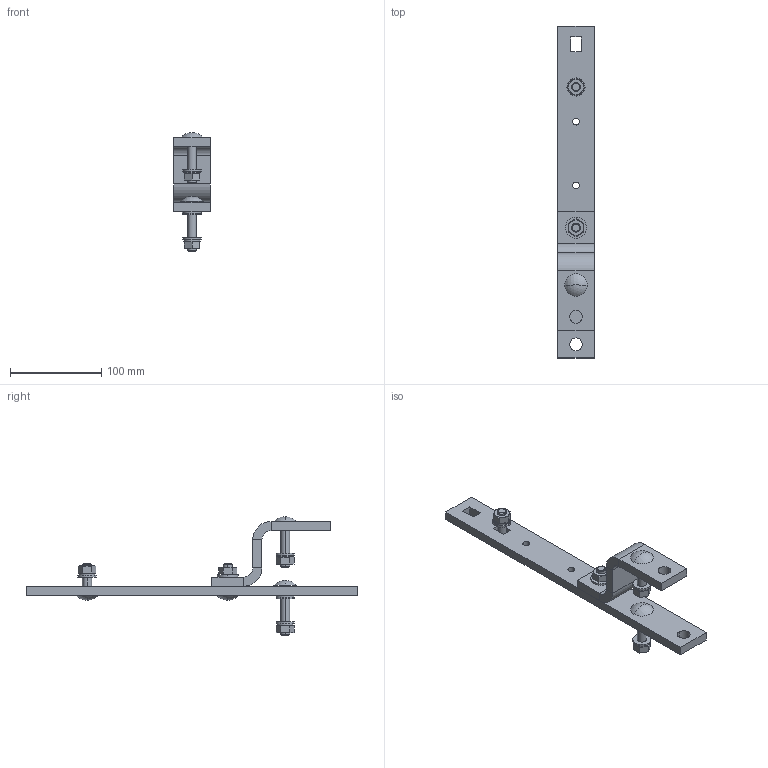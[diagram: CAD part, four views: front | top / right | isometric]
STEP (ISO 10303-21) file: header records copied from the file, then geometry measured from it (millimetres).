
FILE_DESCRIPTION(('STEP AP214'),'1');
FILE_NAME('cctmp_AE4F53F3-A2C8-4283-9F3F-86EAD443ABEC_2024_05_23_13_32_12_0062..stp','2024-05-23T11:32:12',('SIEMENS A&D'),('CADClick - www.CADClick.com'),'Spatial InterOp 3D',' ','unknown authorization');
FILE_SCHEMA(('AUTOMOTIVE_DESIGN'));
Length unit declared in the file: millimetre
Products named in the file (20): cc_unnamed; 2024_05_23_13_32_12_0047; 2024_05_23_13_32_12_0015; 2024_05_23_13_32_11_0977; 2024_05_23_13_32_11_0946; 2024_05_23_13_32_11_0915; 2024_05_23_13_32_11_0846; 2024_05_23_13_32_11_0814; 2024_05_23_13_32_11_0768; 2024_05_23_13_32_11_0737; 2024_05_23_13_32_11_0675; 2024_05_23_13_32_11_0643; 2024_05_23_13_32_11_0612; 2024_05_23_13_32_11_0581; 2024_05_23_13_32_11_0514; 2024_05_23_13_32_11_0471; 2024_05_23_13_32_11_0440; 2024_05_23_13_32_11_0393; 2024_05_23_13_32_11_0331; 2024_05_23_13_32_11_0300
Assembly tree (19 placements, depth 2):
  cc_unnamed
    2024_05_23_13_32_12_0047
    2024_05_23_13_32_12_0015
    2024_05_23_13_32_11_0977
    2024_05_23_13_32_11_0946
    2024_05_23_13_32_11_0915
    2024_05_23_13_32_11_0846
    2024_05_23_13_32_11_0814
    2024_05_23_13_32_11_0768
    2024_05_23_13_32_11_0737
    2024_05_23_13_32_11_0675
    2024_05_23_13_32_11_0643
    2024_05_23_13_32_11_0612
    2024_05_23_13_32_11_0581
    2024_05_23_13_32_11_0514
    2024_05_23_13_32_11_0471
    2024_05_23_13_32_11_0440
    2024_05_23_13_32_11_0393
    2024_05_23_13_32_11_0331
    2024_05_23_13_32_11_0300
Bounding box: 40 x 364.5 x 130.38 mm (x, y, z)
Volume: 233629.2 mm3; surface area: 77467.1 mm2
Topology: 19 solids, 19 shells, 264 faces, 582 edges, 368 vertices
Faces by surface type: plane 136, cylinder 72, cone 48, sphere 8
Entity records: 10047 total; most frequent: CARTESIAN_POINT 1426, DIRECTION 1310, ORIENTED_EDGE 1164, EDGE_CURVE 582, AXIS2_PLACEMENT_3D 492, VERTEX_POINT 368, LINE 326, VECTOR 326
